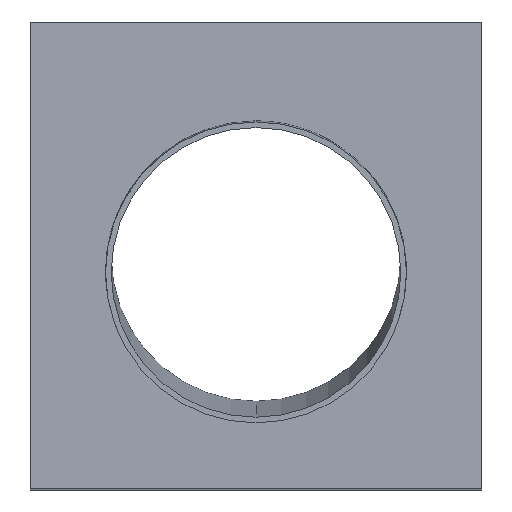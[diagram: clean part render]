
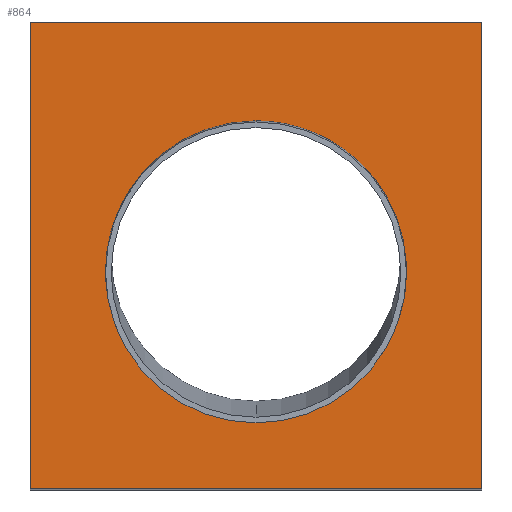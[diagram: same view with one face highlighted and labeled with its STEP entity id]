
A CAD part, top view. The second image highlights one B-rep face of the part: STEP entity #864.
In plain terms, the highlighted planar face has unit normal (0, 0, 1).
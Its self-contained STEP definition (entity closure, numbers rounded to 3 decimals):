
#43 = VERTEX_POINT ( 'NONE', #814 ) ;
#72 = ORIENTED_EDGE ( 'NONE', *, *, #623, .F. ) ;
#77 = VECTOR ( 'NONE', #104, 1000. ) ;
#87 = VERTEX_POINT ( 'NONE', #455 ) ;
#94 = CARTESIAN_POINT ( 'NONE',  ( -10., 247.4, 0. ) ) ;
#104 = DIRECTION ( 'NONE',  ( 1., 0., 0. ) ) ;
#124 = EDGE_CURVE ( 'NONE', #1137, #43, #980, .T. ) ;
#131 = CARTESIAN_POINT ( 'NONE',  ( 270., 194.859, 0. ) ) ;
#139 = CARTESIAN_POINT ( 'NONE',  ( 110., 34.835, 0. ) ) ;
#150 = DIRECTION ( 'NONE',  ( -1., 0., 0. ) ) ;
#158 = LINE ( 'NONE', #964, #1014 ) ;
#222 = LINE ( 'NONE', #511, #1096 ) ;
#232 = EDGE_CURVE ( 'NONE', #785, #1051, #932, .T. ) ;
#269 = ORIENTED_EDGE ( 'NONE', *, *, #124, .F. ) ;
#285 = CARTESIAN_POINT ( 'NONE',  ( 0., 247.4, 0. ) ) ;
#336 = CARTESIAN_POINT ( 'NONE',  ( -50., 194.859, 0. ) ) ;
#342 = EDGE_LOOP ( 'NONE', ( #269, #72 ) ) ;
#387 = CARTESIAN_POINT ( 'NONE',  ( 110., 34.835, 0. ) ) ;
#399 = DIRECTION ( 'NONE',  ( 0., -1., 0. ) ) ;
#455 = CARTESIAN_POINT ( 'NONE',  ( 230., -0.6, 0. ) ) ;
#466 = EDGE_LOOP ( 'NONE', ( #747, #618, #1161, #908 ) ) ;
#474 = CARTESIAN_POINT ( 'NONE',  ( 0., 0., 0. ) ) ;
#511 = CARTESIAN_POINT ( 'NONE',  ( 230., 0., 0. ) ) ;
#512 = CARTESIAN_POINT ( 'NONE',  ( 230., 247.4, 0. ) ) ;
#543 = VERTEX_POINT ( 'NONE', #512 ) ;
#546 = DIRECTION ( 'NONE',  ( 0., 0., -1. ) ) ;
#553 = CARTESIAN_POINT ( 'NONE',  ( -10., 0., 0. ) ) ;
#554 = EDGE_CURVE ( 'NONE', #87, #785, #158, .T. ) ;
#573 = CARTESIAN_POINT ( 'NONE',  ( 270., 34.835, 0. ) ) ;
#618 = ORIENTED_EDGE ( 'NONE', *, *, #977, .F. ) ;
#623 = EDGE_CURVE ( 'NONE', #43, #1137, #951, .T. ) ;
#719 = LINE ( 'NONE', #285, #77 ) ;
#747 = ORIENTED_EDGE ( 'NONE', *, *, #554, .F. ) ;
#752 = PLANE ( 'NONE',  #927 ) ;
#777 = CARTESIAN_POINT ( 'NONE',  ( 110., 194.859, 0. ) ) ;
#782 = CARTESIAN_POINT ( 'NONE',  ( 110., 34.835, 0. ) ) ;
#785 = VERTEX_POINT ( 'NONE', #817 ) ;
#814 = CARTESIAN_POINT ( 'NONE',  ( 110., 194.859, 0. ) ) ;
#817 = CARTESIAN_POINT ( 'NONE',  ( -10., -0.6, 0. ) ) ;
#824 = FACE_BOUND ( 'NONE', #342, .T. ) ;
#861 = CARTESIAN_POINT ( 'NONE',  ( -50., 34.835, 0. ) ) ;
#864 = ADVANCED_FACE ( 'NONE', ( #929, #824 ), #752, .F. ) ;
#908 = ORIENTED_EDGE ( 'NONE', *, *, #232, .F. ) ;
#918 = DIRECTION ( 'NONE',  ( 0., 1., 0. ) ) ;
#927 = AXIS2_PLACEMENT_3D ( 'NONE', #474, #546, #1108 ) ;
#929 = FACE_OUTER_BOUND ( 'NONE', #466, .T. ) ;
#932 = LINE ( 'NONE', #553, #1129 ) ;
#951 =( BOUNDED_CURVE ( )  B_SPLINE_CURVE ( 3, ( #777, #336, #861, #782 ),
 .UNSPECIFIED., .F., .T. ) 
 B_SPLINE_CURVE_WITH_KNOTS ( ( 4, 4 ),
 ( 3.142, 6.283 ),
 .UNSPECIFIED. ) 
 CURVE ( )  GEOMETRIC_REPRESENTATION_ITEM ( )  RATIONAL_B_SPLINE_CURVE ( ( 1., 0.333, 0.333, 1. ) ) 
 REPRESENTATION_ITEM ( '' )  );
#964 = CARTESIAN_POINT ( 'NONE',  ( 0., -0.6, 0. ) ) ;
#977 = EDGE_CURVE ( 'NONE', #543, #87, #222, .T. ) ;
#980 =( BOUNDED_CURVE ( )  B_SPLINE_CURVE ( 3, ( #387, #573, #131, #1022 ),
 .UNSPECIFIED., .F., .T. ) 
 B_SPLINE_CURVE_WITH_KNOTS ( ( 4, 4 ),
 ( 0., 3.142 ),
 .UNSPECIFIED. ) 
 CURVE ( )  GEOMETRIC_REPRESENTATION_ITEM ( )  RATIONAL_B_SPLINE_CURVE ( ( 1., 0.333, 0.333, 1. ) ) 
 REPRESENTATION_ITEM ( '' )  );
#1014 = VECTOR ( 'NONE', #150, 1000. ) ;
#1022 = CARTESIAN_POINT ( 'NONE',  ( 110., 194.859, 0. ) ) ;
#1042 = EDGE_CURVE ( 'NONE', #1051, #543, #719, .T. ) ;
#1051 = VERTEX_POINT ( 'NONE', #94 ) ;
#1096 = VECTOR ( 'NONE', #399, 1000. ) ;
#1108 = DIRECTION ( 'NONE',  ( -1., 0., 0. ) ) ;
#1129 = VECTOR ( 'NONE', #918, 1000. ) ;
#1137 = VERTEX_POINT ( 'NONE', #139 ) ;
#1161 = ORIENTED_EDGE ( 'NONE', *, *, #1042, .F. ) ;
